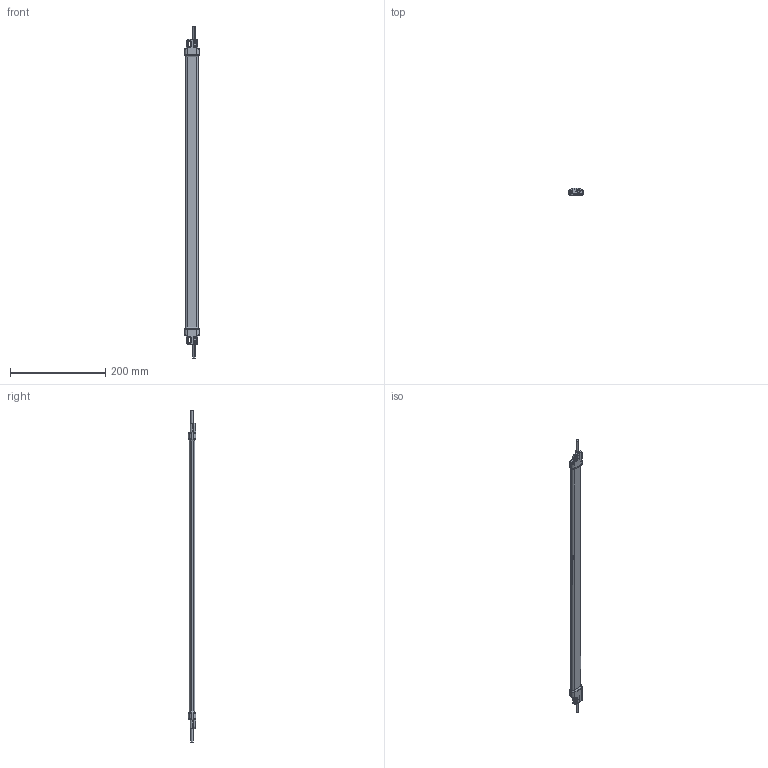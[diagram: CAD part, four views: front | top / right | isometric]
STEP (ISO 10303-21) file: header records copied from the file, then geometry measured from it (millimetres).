
FILE_DESCRIPTION((''),'2;1');
FILE_NAME('197995_ASM','2017-02-22T',('PDMAdmin'),('BANNER ENGINEERING'),'CREO PARAMETRIC BY PTC INC, 2016260','CREO PARAMETRIC BY PTC INC, 2016260','');
FILE_SCHEMA(('CONFIG_CONTROL_DESIGN'));
Length unit declared in the file: millimetre
Products named in the file (10): 195439_AF88; 196699; 196751; 196300_AF88; 114466; WLS15_OVERMOLD_ENDCAP_INPUT; WLS15_OVERMOLD_ENDCAP_OUTPUT; CABLE_4-82MM_AF3; CABLE_4-82MM_AF2; 197995_ASM
Assembly tree (9 placements, depth 2):
  197995_ASM
    195439_AF88
    196699
    196751
    196300_AF88
    114466
    WLS15_OVERMOLD_ENDCAP_INPUT
    WLS15_OVERMOLD_ENDCAP_OUTPUT
    CABLE_4-82MM_AF3
    CABLE_4-82MM_AF2
Bounding box: 30.6 x 15.53 x 696 mm (x, y, z)
Volume: 112663.1 mm3; surface area: 133867.8 mm2
Topology: 9 solids, 9 shells, 893 faces, 2299 edges, 1423 vertices
Faces by surface type: cylinder 314, plane 291, bspline 138, torus 68, cone 62, sphere 20
Entity records: 39358 total; most frequent: CARTESIAN_POINT 18242, ORIENTED_EDGE 4598, DIRECTION 4157, EDGE_CURVE 2299, AXIS2_PLACEMENT_3D 1556, VERTEX_POINT 1423, VECTOR 1045, LINE 1045
